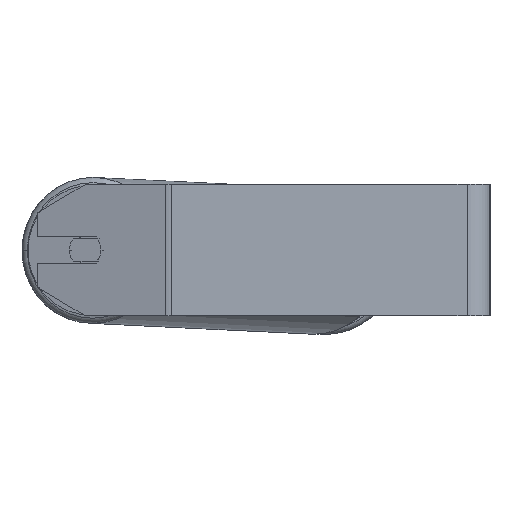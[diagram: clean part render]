
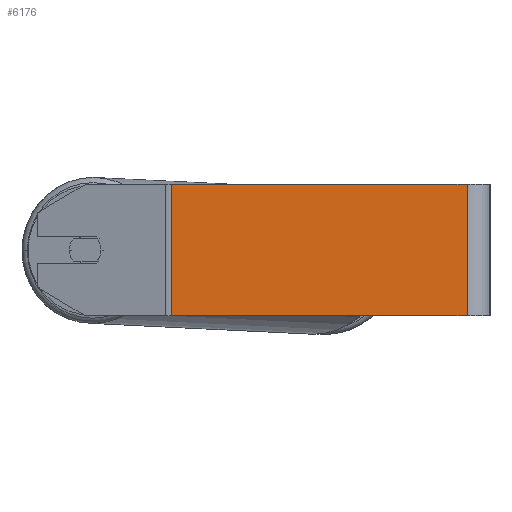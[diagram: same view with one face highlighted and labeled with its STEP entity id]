
A CAD part, left-side view. The second image highlights one B-rep face of the part: STEP entity #6176.
In plain terms, the highlighted planar face has unit normal (-1, 0, 0).
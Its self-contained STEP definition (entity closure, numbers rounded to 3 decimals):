
#580 = VERTEX_POINT ( 'NONE', #5199 ) ;
#1230 = CARTESIAN_POINT ( 'NONE',  ( -840., 196.19, 40. ) ) ;
#1566 = VECTOR ( 'NONE', #8443, 1000. ) ;
#1658 = ORIENTED_EDGE ( 'NONE', *, *, #8323, .T. ) ;
#1663 = DIRECTION ( 'NONE',  ( 1., 0., 0. ) ) ;
#1760 = PLANE ( 'NONE',  #3976 ) ;
#1823 = CARTESIAN_POINT ( 'NONE',  ( -840., 194.346, 40. ) ) ;
#2004 = CARTESIAN_POINT ( 'NONE',  ( -840., 14., -40. ) ) ;
#2339 = FACE_OUTER_BOUND ( 'NONE', #5910, .T. ) ;
#2353 = ORIENTED_EDGE ( 'NONE', *, *, #5333, .F. ) ;
#2402 = LINE ( 'NONE', #3241, #4425 ) ;
#2440 = VECTOR ( 'NONE', #3476, 1000. ) ;
#2994 = CARTESIAN_POINT ( 'NONE',  ( -840., 14., 40. ) ) ;
#3241 = CARTESIAN_POINT ( 'NONE',  ( -840., 196.19, -40. ) ) ;
#3403 = VECTOR ( 'NONE', #8420, 1000. ) ;
#3476 = DIRECTION ( 'NONE',  ( 0., -1., 0. ) ) ;
#3792 = EDGE_CURVE ( 'NONE', #580, #4495, #6303, .T. ) ;
#3976 = AXIS2_PLACEMENT_3D ( 'NONE', #8470, #1663, #8425 ) ;
#4425 = VECTOR ( 'NONE', #5929, 1000. ) ;
#4495 = VERTEX_POINT ( 'NONE', #2004 ) ;
#4933 = ORIENTED_EDGE ( 'NONE', *, *, #3792, .F. ) ;
#5168 = VERTEX_POINT ( 'NONE', #8393 ) ;
#5180 = LINE ( 'NONE', #1823, #1566 ) ;
#5199 = CARTESIAN_POINT ( 'NONE',  ( -840., 14., 40. ) ) ;
#5333 = EDGE_CURVE ( 'NONE', #5168, #580, #8153, .T. ) ;
#5858 = EDGE_CURVE ( 'NONE', #5168, #8094, #5180, .T. ) ;
#5910 = EDGE_LOOP ( 'NONE', ( #1658, #4933, #2353, #7198 ) ) ;
#5929 = DIRECTION ( 'NONE',  ( 0., -1., 0. ) ) ;
#6176 = ADVANCED_FACE ( 'NONE', ( #2339 ), #1760, .F. ) ;
#6303 = LINE ( 'NONE', #2994, #3403 ) ;
#7198 = ORIENTED_EDGE ( 'NONE', *, *, #5858, .T. ) ;
#7395 = CARTESIAN_POINT ( 'NONE',  ( -840., 194.346, -40. ) ) ;
#8094 = VERTEX_POINT ( 'NONE', #7395 ) ;
#8153 = LINE ( 'NONE', #1230, #2440 ) ;
#8323 = EDGE_CURVE ( 'NONE', #8094, #4495, #2402, .T. ) ;
#8393 = CARTESIAN_POINT ( 'NONE',  ( -840., 194.346, 40. ) ) ;
#8420 = DIRECTION ( 'NONE',  ( 0., 0., -1. ) ) ;
#8425 = DIRECTION ( 'NONE',  ( 0., 0., -1. ) ) ;
#8443 = DIRECTION ( 'NONE',  ( 0., 0., -1. ) ) ;
#8470 = CARTESIAN_POINT ( 'NONE',  ( -840., 196.19, 40. ) ) ;
